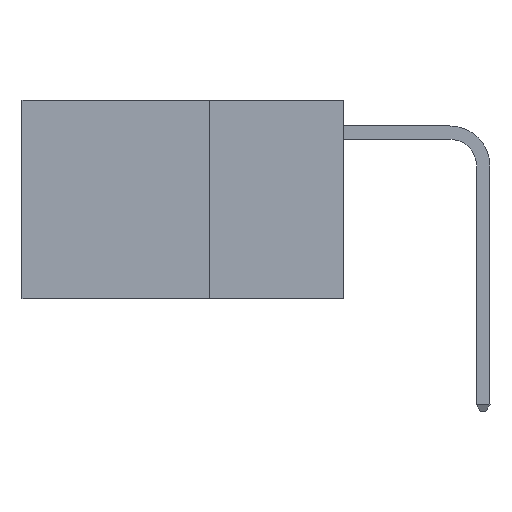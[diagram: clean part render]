
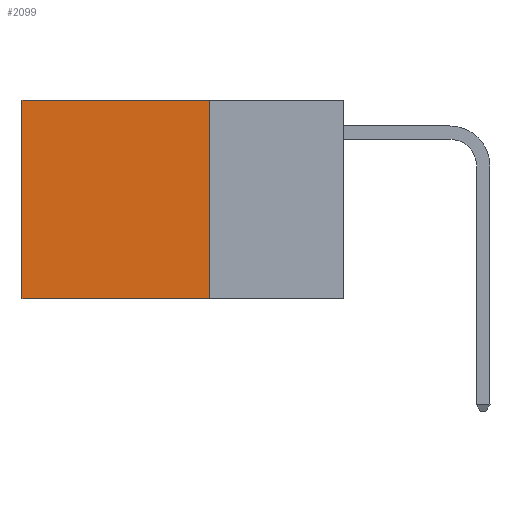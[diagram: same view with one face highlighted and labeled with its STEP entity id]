
A CAD part, left-side view. The second image highlights one B-rep face of the part: STEP entity #2099.
In plain terms, the highlighted planar face has unit normal (-1, 0, 0).
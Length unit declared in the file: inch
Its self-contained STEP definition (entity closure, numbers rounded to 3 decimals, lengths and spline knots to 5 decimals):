
#352 = CARTESIAN_POINT ( 'NONE',  ( 0.2625, 0.25, 0. ) ) ;
#2099 = ADVANCED_FACE ( 'NONE', ( #12903 ), #6027, .F. ) ;
#2910 = DIRECTION ( 'NONE',  ( 0., 0., -1. ) ) ;
#3104 = VECTOR ( 'NONE', #2910, 39.37008 ) ;
#3259 = VERTEX_POINT ( 'NONE', #13926 ) ;
#3391 = VECTOR ( 'NONE', #11850, 39.37008 ) ;
#3478 = LINE ( 'NONE', #15713, #13385 ) ;
#4513 = EDGE_CURVE ( 'NONE', #13377, #11760, #14208, .T. ) ;
#6027 = PLANE ( 'NONE',  #12781 ) ;
#6257 = ORIENTED_EDGE ( 'NONE', *, *, #7477, .T. ) ;
#6818 = DIRECTION ( 'NONE',  ( 0., 0., -1. ) ) ;
#7477 = EDGE_CURVE ( 'NONE', #11760, #3259, #3478, .T. ) ;
#7874 = CARTESIAN_POINT ( 'NONE',  ( 0.2625, 0.25, -0.37 ) ) ;
#8133 = VECTOR ( 'NONE', #15658, 39.37008 ) ;
#8634 = DIRECTION ( 'NONE',  ( 0., 0., -1. ) ) ;
#11410 = EDGE_LOOP ( 'NONE', ( #6257, #11782, #12544, #12246 ) ) ;
#11760 = VERTEX_POINT ( 'NONE', #12893 ) ;
#11782 = ORIENTED_EDGE ( 'NONE', *, *, #13913, .F. ) ;
#11850 = DIRECTION ( 'NONE',  ( 0., 1., 0. ) ) ;
#12246 = ORIENTED_EDGE ( 'NONE', *, *, #4513, .T. ) ;
#12544 = ORIENTED_EDGE ( 'NONE', *, *, #13672, .F. ) ;
#12668 = VERTEX_POINT ( 'NONE', #15940 ) ;
#12781 = AXIS2_PLACEMENT_3D ( 'NONE', #17278, #16454, #6818 ) ;
#12893 = CARTESIAN_POINT ( 'NONE',  ( 0.2625, 0.6, 0. ) ) ;
#12903 = FACE_OUTER_BOUND ( 'NONE', #11410, .T. ) ;
#13377 = VERTEX_POINT ( 'NONE', #15628 ) ;
#13385 = VECTOR ( 'NONE', #8634, 39.37008 ) ;
#13672 = EDGE_CURVE ( 'NONE', #13377, #12668, #15345, .T. ) ;
#13674 = LINE ( 'NONE', #7874, #3391 ) ;
#13913 = EDGE_CURVE ( 'NONE', #12668, #3259, #13674, .T. ) ;
#13926 = CARTESIAN_POINT ( 'NONE',  ( 0.2625, 0.6, -0.37 ) ) ;
#14208 = LINE ( 'NONE', #352, #8133 ) ;
#15345 = LINE ( 'NONE', #16879, #3104 ) ;
#15628 = CARTESIAN_POINT ( 'NONE',  ( 0.2625, 0.25, 0. ) ) ;
#15658 = DIRECTION ( 'NONE',  ( 0., 1., 0. ) ) ;
#15713 = CARTESIAN_POINT ( 'NONE',  ( 0.2625, 0.6, 0. ) ) ;
#15940 = CARTESIAN_POINT ( 'NONE',  ( 0.2625, 0.25, -0.37 ) ) ;
#16454 = DIRECTION ( 'NONE',  ( 1., 0., 0. ) ) ;
#16879 = CARTESIAN_POINT ( 'NONE',  ( 0.2625, 0.25, 0. ) ) ;
#17278 = CARTESIAN_POINT ( 'NONE',  ( 0.2625, 0.25, 0. ) ) ;
